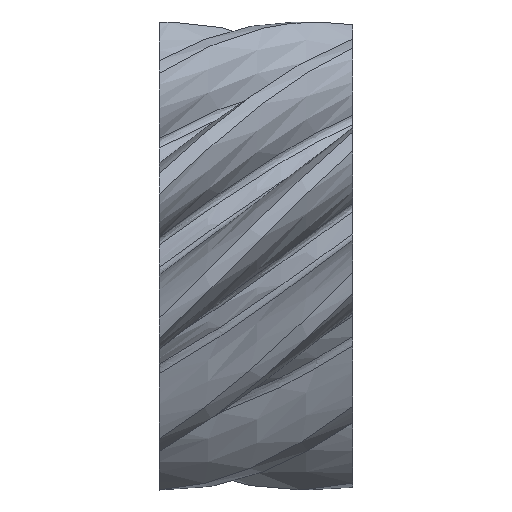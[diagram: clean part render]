
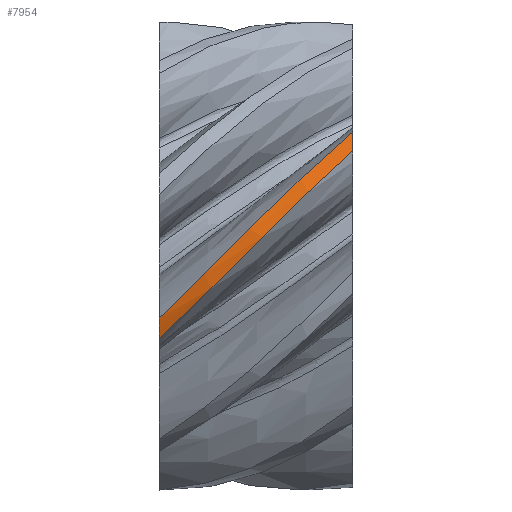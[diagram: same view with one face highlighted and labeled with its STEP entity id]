
A CAD part, front view. The second image highlights one B-rep face of the part: STEP entity #7954.
In plain terms, the highlighted cylindrical face has radius 12.107 mm (diameter 24.213 mm), a partial arc.
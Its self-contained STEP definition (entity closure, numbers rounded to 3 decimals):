
#165 = CARTESIAN_POINT ( 'NONE',  ( 0., -11.675, -3.205 ) ) ;
#773 = CYLINDRICAL_SURFACE ( 'NONE', #4289, 12.107 ) ;
#1122 = CARTESIAN_POINT ( 'NONE',  ( 3.803, -12.16, -0.563 ) ) ;
#1236 = DIRECTION ( 'NONE',  ( 0., 0., 1. ) ) ;
#1341 = CARTESIAN_POINT ( 'NONE',  ( 0., -11.329, -4.27 ) ) ;
#1707 = CARTESIAN_POINT ( 'NONE',  ( 10., -10.818, 5.435 ) ) ;
#1806 = CARTESIAN_POINT ( 'NONE',  ( 0., -11.675, -3.205 ) ) ;
#1879 = CARTESIAN_POINT ( 'NONE',  ( 8.803, -10.905, 5.393 ) ) ;
#1911 = EDGE_CURVE ( 'NONE', #9578, #12090, #5144, .T. ) ;
#1965 = FACE_OUTER_BOUND ( 'NONE', #4034, .T. ) ;
#2300 =( BOUNDED_CURVE ( )  B_SPLINE_CURVE ( 2, ( #3973, #1879, #14310, #4049, #7489, #13188, #12065, #2922, #1806 ),
 .UNSPECIFIED., .F., .F. ) 
 B_SPLINE_CURVE_WITH_KNOTS ( ( 3, 2, 2, 2, 3 ),
 ( 0.869, 0.9, 0.933, 0.967, 1. ),
 .UNSPECIFIED. ) 
 CURVE ( )  GEOMETRIC_REPRESENTATION_ITEM ( )  RATIONAL_B_SPLINE_CURVE ( ( 0.958, 0.953, 0.958, 0.953, 0.958, 0.953, 0.958, 0.953, 0.958 ) ) 
 REPRESENTATION_ITEM ( '' )  );
#2469 = ORIENTED_EDGE ( 'NONE', *, *, #13540, .F. ) ;
#2768 = CARTESIAN_POINT ( 'NONE',  ( 10., -10.27, 6.411 ) ) ;
#2922 = CARTESIAN_POINT ( 'NONE',  ( 1.268, -12.012, -1.977 ) ) ;
#2982 = ORIENTED_EDGE ( 'NONE', *, *, #5512, .T. ) ;
#3852 = CARTESIAN_POINT ( 'NONE',  ( 0., -11.329, -4.27 ) ) ;
#3968 = DIRECTION ( 'NONE',  ( 0., 0., 1. ) ) ;
#3973 = CARTESIAN_POINT ( 'NONE',  ( 10., -10.27, 6.411 ) ) ;
#4034 = EDGE_LOOP ( 'NONE', ( #2469, #4053, #2982, #8607 ) ) ;
#4049 = CARTESIAN_POINT ( 'NONE',  ( 6.339, -11.777, 3.079 ) ) ;
#4053 = ORIENTED_EDGE ( 'NONE', *, *, #1911, .T. ) ;
#4289 = AXIS2_PLACEMENT_3D ( 'NONE', #6668, #14616, #5332 ) ;
#4932 = VERTEX_POINT ( 'NONE', #165 ) ;
#5144 =( BOUNDED_CURVE ( )  B_SPLINE_CURVE ( 2, ( #1341, #14747, #11383, #1122, #9570, #12793, #10767, #10844, #1707 ),
 .UNSPECIFIED., .F., .F. ) 
 B_SPLINE_CURVE_WITH_KNOTS ( ( 3, 2, 2, 2, 3 ),
 ( 0., 0.033, 0.067, 0.1, 0.131 ),
 .UNSPECIFIED. ) 
 CURVE ( )  GEOMETRIC_REPRESENTATION_ITEM ( )  RATIONAL_B_SPLINE_CURVE ( ( 0.958, 0.953, 0.958, 0.953, 0.958, 0.953, 0.958, 0.953, 0.958 ) ) 
 REPRESENTATION_ITEM ( '' )  );
#5332 = DIRECTION ( 'NONE',  ( 0., 0., 1. ) ) ;
#5468 = AXIS2_PLACEMENT_3D ( 'NONE', #14082, #6133, #3968 ) ;
#5512 = EDGE_CURVE ( 'NONE', #12090, #5582, #12885, .T. ) ;
#5582 = VERTEX_POINT ( 'NONE', #2768 ) ;
#6133 = DIRECTION ( 'NONE',  ( -1., 0., 0. ) ) ;
#6668 = CARTESIAN_POINT ( 'NONE',  ( -10., 0., 0. ) ) ;
#7226 = CIRCLE ( 'NONE', #12971, 12.107 ) ;
#7489 = CARTESIAN_POINT ( 'NONE',  ( 5.071, -11.969, 1.821 ) ) ;
#7954 = ADVANCED_FACE ( 'NONE', ( #1965 ), #773, .T. ) ;
#8114 = DIRECTION ( 'NONE',  ( -1., 0., 0. ) ) ;
#8189 = CARTESIAN_POINT ( 'NONE',  ( 0., 0., 0. ) ) ;
#8607 = ORIENTED_EDGE ( 'NONE', *, *, #11899, .T. ) ;
#9330 = CARTESIAN_POINT ( 'NONE',  ( 10., -10.818, 5.435 ) ) ;
#9570 = CARTESIAN_POINT ( 'NONE',  ( 5.071, -12.086, 0.707 ) ) ;
#9578 = VERTEX_POINT ( 'NONE', #3852 ) ;
#10767 = CARTESIAN_POINT ( 'NONE',  ( 7.607, -11.675, 3.205 ) ) ;
#10844 = CARTESIAN_POINT ( 'NONE',  ( 8.803, -11.357, 4.362 ) ) ;
#11383 = CARTESIAN_POINT ( 'NONE',  ( 2.536, -11.969, -1.821 ) ) ;
#11899 = EDGE_CURVE ( 'NONE', #5582, #4932, #2300, .T. ) ;
#12065 = CARTESIAN_POINT ( 'NONE',  ( 2.536, -12.086, -0.707 ) ) ;
#12090 = VERTEX_POINT ( 'NONE', #9330 ) ;
#12793 = CARTESIAN_POINT ( 'NONE',  ( 6.339, -12.012, 1.977 ) ) ;
#12885 = CIRCLE ( 'NONE', #5468, 12.107 ) ;
#12971 = AXIS2_PLACEMENT_3D ( 'NONE', #8189, #8114, #1236 ) ;
#13188 = CARTESIAN_POINT ( 'NONE',  ( 3.803, -12.16, 0.563 ) ) ;
#13540 = EDGE_CURVE ( 'NONE', #9578, #4932, #7226, .T. ) ;
#14082 = CARTESIAN_POINT ( 'NONE',  ( 10., 0., 0. ) ) ;
#14310 = CARTESIAN_POINT ( 'NONE',  ( 7.607, -11.329, 4.27 ) ) ;
#14616 = DIRECTION ( 'NONE',  ( -1., 0., 0. ) ) ;
#14747 = CARTESIAN_POINT ( 'NONE',  ( 1.268, -11.777, -3.079 ) ) ;
